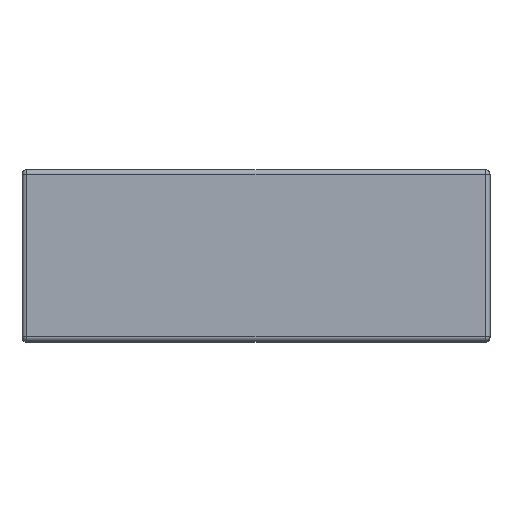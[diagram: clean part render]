
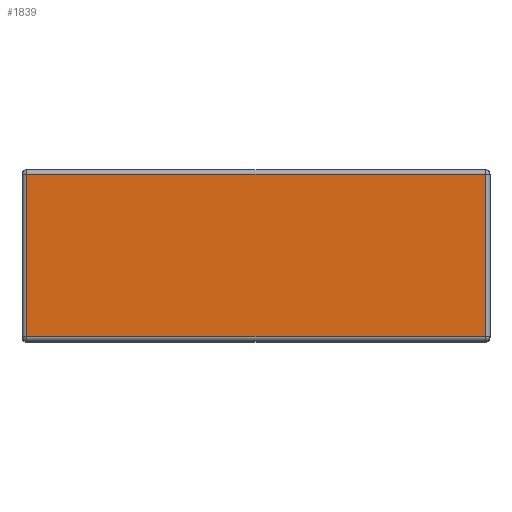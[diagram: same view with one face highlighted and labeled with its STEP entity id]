
A CAD part, top view. The second image highlights one B-rep face of the part: STEP entity #1839.
In plain terms, the highlighted planar face has unit normal (0, 0, 1).
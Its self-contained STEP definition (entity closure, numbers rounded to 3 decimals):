
#16 = DIRECTION ( 'NONE',  ( 0., 1., 0. ) ) ;
#57 = CARTESIAN_POINT ( 'NONE',  ( -3.725, 2.715, 5.05 ) ) ;
#238 = DIRECTION ( 'NONE',  ( 0., 1., 0. ) ) ;
#273 = CARTESIAN_POINT ( 'NONE',  ( 3.725, 2.79, 5.05 ) ) ;
#324 = CARTESIAN_POINT ( 'NONE',  ( -3.725, 0.075, 5.05 ) ) ;
#328 = VERTEX_POINT ( 'NONE', #324 ) ;
#508 = LINE ( 'NONE', #2510, #4239 ) ;
#799 = ORIENTED_EDGE ( 'NONE', *, *, #800, .T. ) ;
#800 = EDGE_CURVE ( 'NONE', #3002, #3878, #2633, .T. ) ;
#867 = CARTESIAN_POINT ( 'NONE',  ( 3.8, 2.715, 5.05 ) ) ;
#927 = CARTESIAN_POINT ( 'NONE',  ( -3.725, 2.79, 5.05 ) ) ;
#995 = AXIS2_PLACEMENT_3D ( 'NONE', #3061, #2291, #16 ) ;
#1298 = DIRECTION ( 'NONE',  ( 0., -1., 0. ) ) ;
#1628 = VECTOR ( 'NONE', #238, 1000. ) ;
#1810 = ORIENTED_EDGE ( 'NONE', *, *, #3658, .T. ) ;
#1839 = ADVANCED_FACE ( 'NONE', ( #3698 ), #2267, .F. ) ;
#1880 = LINE ( 'NONE', #927, #4869 ) ;
#2252 = EDGE_CURVE ( 'NONE', #4735, #328, #1880, .T. ) ;
#2267 = PLANE ( 'NONE',  #995 ) ;
#2291 = DIRECTION ( 'NONE',  ( 0., 0., -1. ) ) ;
#2344 = VECTOR ( 'NONE', #4724, 1000. ) ;
#2510 = CARTESIAN_POINT ( 'NONE',  ( 3.8, 0.075, 5.05 ) ) ;
#2633 = LINE ( 'NONE', #273, #1628 ) ;
#2804 = CARTESIAN_POINT ( 'NONE',  ( 3.725, 2.715, 5.05 ) ) ;
#2926 = EDGE_CURVE ( 'NONE', #328, #3002, #508, .T. ) ;
#3002 = VERTEX_POINT ( 'NONE', #3127 ) ;
#3061 = CARTESIAN_POINT ( 'NONE',  ( 3.8, 2.79, 5.05 ) ) ;
#3127 = CARTESIAN_POINT ( 'NONE',  ( 3.725, 0.075, 5.05 ) ) ;
#3314 = ORIENTED_EDGE ( 'NONE', *, *, #2926, .T. ) ;
#3630 = ORIENTED_EDGE ( 'NONE', *, *, #2252, .T. ) ;
#3658 = EDGE_CURVE ( 'NONE', #3878, #4735, #4424, .T. ) ;
#3678 = EDGE_LOOP ( 'NONE', ( #1810, #3630, #3314, #799 ) ) ;
#3698 = FACE_OUTER_BOUND ( 'NONE', #3678, .T. ) ;
#3878 = VERTEX_POINT ( 'NONE', #2804 ) ;
#4239 = VECTOR ( 'NONE', #4461, 1000. ) ;
#4424 = LINE ( 'NONE', #867, #2344 ) ;
#4461 = DIRECTION ( 'NONE',  ( 1., 0., 0. ) ) ;
#4724 = DIRECTION ( 'NONE',  ( -1., 0., 0. ) ) ;
#4735 = VERTEX_POINT ( 'NONE', #57 ) ;
#4869 = VECTOR ( 'NONE', #1298, 1000. ) ;
